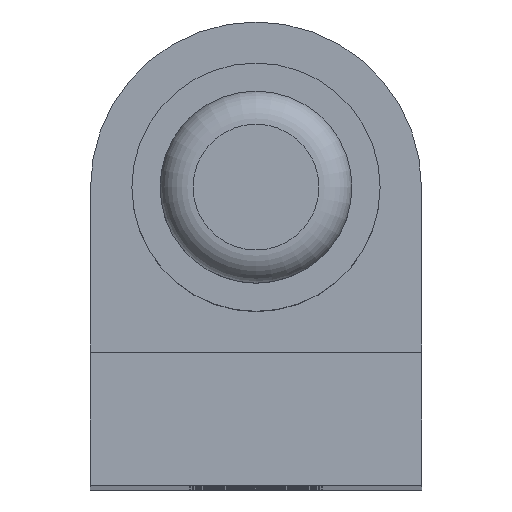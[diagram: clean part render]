
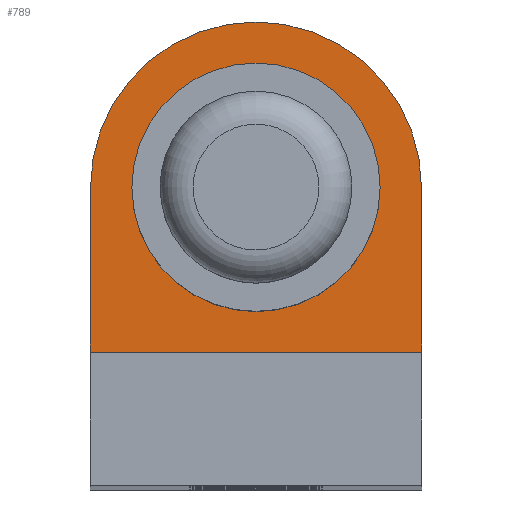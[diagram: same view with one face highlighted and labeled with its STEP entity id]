
A CAD part, top view. The second image highlights one B-rep face of the part: STEP entity #789.
In plain terms, the highlighted planar face has unit normal (0, 0, 1).
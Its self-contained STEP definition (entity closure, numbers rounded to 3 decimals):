
#67=PLANE('',#900);
#100=FACE_OUTER_BOUND('',#144,.T.);
#144=EDGE_LOOP('',(#603,#604,#605,#606));
#203=LINE('',#1233,#284);
#216=LINE('',#1260,#297);
#217=LINE('',#1262,#298);
#284=VECTOR('',#999,10.);
#297=VECTOR('',#1024,10.);
#298=VECTOR('',#1027,10.);
#349=CIRCLE('',#896,5.);
#384=VERTEX_POINT('',#1231);
#385=VERTEX_POINT('',#1232);
#390=VERTEX_POINT('',#1246);
#393=VERTEX_POINT('',#1251);
#456=EDGE_CURVE('',#384,#385,#203,.T.);
#466=EDGE_CURVE('',#393,#390,#349,.T.);
#471=EDGE_CURVE('',#385,#390,#216,.T.);
#472=EDGE_CURVE('',#393,#384,#217,.T.);
#603=ORIENTED_EDGE('',*,*,#456,.T.);
#604=ORIENTED_EDGE('',*,*,#471,.T.);
#605=ORIENTED_EDGE('',*,*,#466,.F.);
#606=ORIENTED_EDGE('',*,*,#472,.T.);
#789=ADVANCED_FACE('',(#100),#67,.T.);
#896=AXIS2_PLACEMENT_3D('',#1253,#1014,#1015);
#900=AXIS2_PLACEMENT_3D('',#1264,#1029,#1030);
#999=DIRECTION('',(1.,0.,0.));
#1014=DIRECTION('center_axis',(0.,0.,-1.));
#1015=DIRECTION('ref_axis',(-1.,0.,0.));
#1024=DIRECTION('',(0.,1.,0.));
#1027=DIRECTION('',(0.,-1.,0.));
#1029=DIRECTION('center_axis',(0.,0.,1.));
#1030=DIRECTION('ref_axis',(1.,0.,0.));
#1231=CARTESIAN_POINT('',(-5.,-6.,-1.));
#1232=CARTESIAN_POINT('',(5.,-6.,-1.));
#1233=CARTESIAN_POINT('',(2.5,-6.,-1.));
#1246=CARTESIAN_POINT('',(5.,0.,-1.));
#1251=CARTESIAN_POINT('',(-5.,0.,-1.));
#1253=CARTESIAN_POINT('Origin',(0.,0.,-1.));
#1260=CARTESIAN_POINT('',(5.,-7.,-1.));
#1262=CARTESIAN_POINT('',(-5.,0.,-1.));
#1264=CARTESIAN_POINT('Origin',(0.,-4.374,
-1.));
